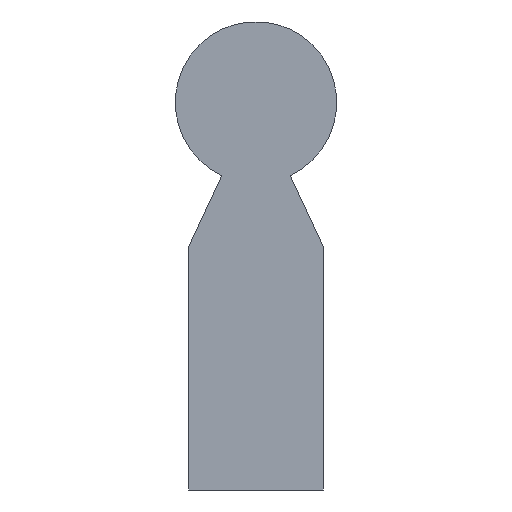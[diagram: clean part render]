
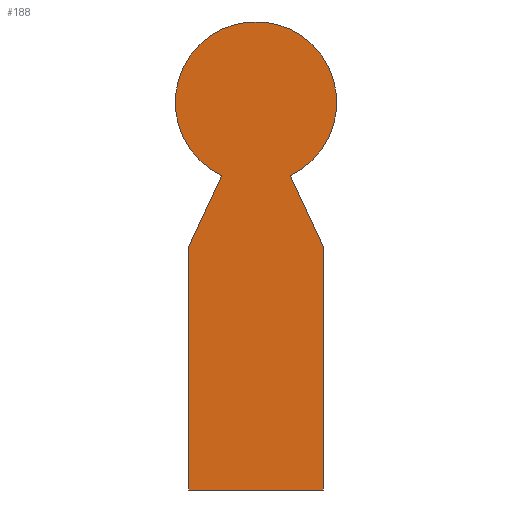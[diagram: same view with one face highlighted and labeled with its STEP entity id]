
A CAD part, front view. The second image highlights one B-rep face of the part: STEP entity #188.
In plain terms, the highlighted planar face has unit normal (0, -1, 0).
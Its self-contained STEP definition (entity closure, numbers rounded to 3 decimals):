
#188 = ADVANCED_FACE( '', ( #446 ), #447, .T. );
#446 = FACE_OUTER_BOUND( '', #757, .T. );
#447 = PLANE( '', #758 );
#757 = EDGE_LOOP( '', ( #1228, #1229, #1230, #1231, #1232, #1233 ) );
#758 = AXIS2_PLACEMENT_3D( '', #1234, #1235, #1236 );
#1228 = ORIENTED_EDGE( '', *, *, #1607, .T. );
#1229 = ORIENTED_EDGE( '', *, *, #1661, .T. );
#1230 = ORIENTED_EDGE( '', *, *, #1645, .T. );
#1231 = ORIENTED_EDGE( '', *, *, #1662, .T. );
#1232 = ORIENTED_EDGE( '', *, *, #1658, .T. );
#1233 = ORIENTED_EDGE( '', *, *, #1531, .T. );
#1234 = CARTESIAN_POINT( '', ( 0., 0., 72. ) );
#1235 = DIRECTION( '', ( 0., -1., 0. ) );
#1236 = DIRECTION( '', ( 0., 0., -1. ) );
#1531 = EDGE_CURVE( '', #1776, #1777, #1778, .T. );
#1607 = EDGE_CURVE( '', #1777, #1902, #1903, .T. );
#1645 = EDGE_CURVE( '', #1961, #1962, #1963, .T. );
#1658 = EDGE_CURVE( '', #1980, #1776, #1981, .T. );
#1661 = EDGE_CURVE( '', #1902, #1961, #1984, .T. );
#1662 = EDGE_CURVE( '', #1962, #1980, #1985, .T. );
#1776 = VERTEX_POINT( '', #2129 );
#1777 = VERTEX_POINT( '', #2130 );
#1778 = LINE( '', #2131, #2132 );
#1902 = VERTEX_POINT( '', #2285 );
#1903 = LINE( '', #2286, #2287 );
#1961 = VERTEX_POINT( '', #2361 );
#1962 = VERTEX_POINT( '', #2362 );
#1963 = LINE( '', #2363, #2364 );
#1980 = VERTEX_POINT( '', #2386 );
#1981 = CIRCLE( '', #2387, 15. );
#1984 = LINE( '', #2391, #2392 );
#1985 = LINE( '', #2393, #2394 );
#2129 = CARTESIAN_POINT( '', ( -6.339, 0., 58.405 ) );
#2130 = CARTESIAN_POINT( '', ( -12.5, 0., 45.194 ) );
#2131 = CARTESIAN_POINT( '', ( -6.394, 0., 58.288 ) );
#2132 = VECTOR( '', #2512, 1000. );
#2285 = CARTESIAN_POINT( '', ( -12.5, 0., 0. ) );
#2286 = CARTESIAN_POINT( '', ( -12.5, 0., 45.194 ) );
#2287 = VECTOR( '', #2620, 1000. );
#2361 = CARTESIAN_POINT( '', ( 12.5, 0., 0. ) );
#2362 = CARTESIAN_POINT( '', ( 12.5, 0., 45.194 ) );
#2363 = CARTESIAN_POINT( '', ( 12.5, 0., 0. ) );
#2364 = VECTOR( '', #2670, 1000. );
#2386 = CARTESIAN_POINT( '', ( 6.339, 0., 58.405 ) );
#2387 = AXIS2_PLACEMENT_3D( '', #2682, #2683, #2684 );
#2391 = CARTESIAN_POINT( '', ( -12.5, 0., 0. ) );
#2392 = VECTOR( '', #2686, 1000. );
#2393 = CARTESIAN_POINT( '', ( 6.394, 0., 58.288 ) );
#2394 = VECTOR( '', #2687, 1000. );
#2512 = DIRECTION( '', ( -0.423, 0., -0.906 ) );
#2620 = DIRECTION( '', ( 0., 0., -1. ) );
#2670 = DIRECTION( '', ( 0., 0., 1. ) );
#2682 = CARTESIAN_POINT( '', ( 0., 0., 72. ) );
#2683 = DIRECTION( '', ( 0., -1., 0. ) );
#2684 = DIRECTION( '', ( 0., 0., -1. ) );
#2686 = DIRECTION( '', ( 1., 0., 0. ) );
#2687 = DIRECTION( '', ( -0.423, 0., 0.906 ) );
